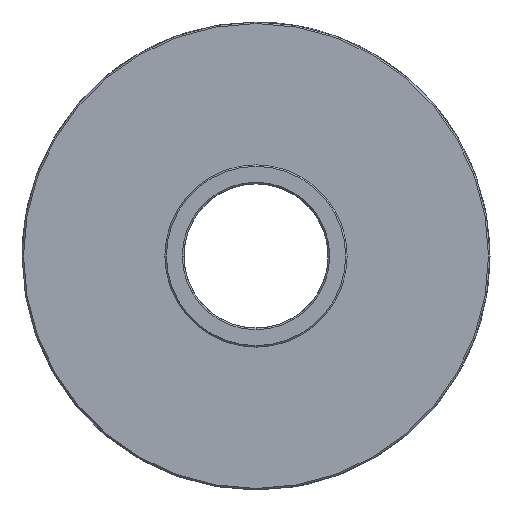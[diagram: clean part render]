
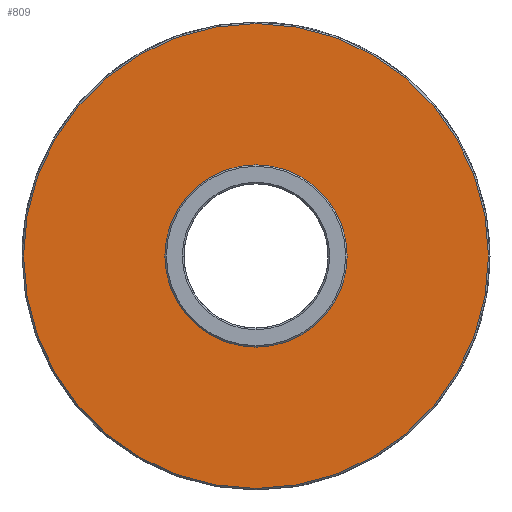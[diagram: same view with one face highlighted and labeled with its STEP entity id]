
A CAD part, left-side view. The second image highlights one B-rep face of the part: STEP entity #809.
In plain terms, the highlighted planar face has unit normal (-1, 0, 0).
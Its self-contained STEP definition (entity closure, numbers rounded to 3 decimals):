
#809=ADVANCED_FACE('',(#2885,#2887),#2889,.T.);
#2885=FACE_BOUND('',#2886,.T.);
#2886=EDGE_LOOP('',(#3589));
#2887=FACE_BOUND('',#2888,.T.);
#2888=EDGE_LOOP('',(#3590));
#2889=PLANE('',#2890);
#2890=AXIS2_PLACEMENT_3D('',#2891,#2892,#2893);
#2891=CARTESIAN_POINT('',(-37.6,0.,0.));
#2892=DIRECTION('',(-1.,0.,0.));
#2893=DIRECTION('',(0.,0.,1.));
#3589=ORIENTED_EDGE('',*,*,#3957,.T.);
#3590=ORIENTED_EDGE('',*,*,#3847,.F.);
#3847=EDGE_CURVE('',#4239,#4239,#4240,.T.);
#3957=EDGE_CURVE('',#4403,#4403,#4404,.T.);
#4239=VERTEX_POINT('',#7191);
#4240=CIRCLE('',#7192,60.);
#4403=VERTEX_POINT('',#8660);
#4404=CIRCLE('',#8661,153.);
#7191=CARTESIAN_POINT('',(-37.6,0.,60.));
#7192=AXIS2_PLACEMENT_3D('',#7193,#7194,#7195);
#7193=CARTESIAN_POINT('',(-37.6,0.,0.));
#7194=DIRECTION('',(-1.,0.,0.));
#7195=DIRECTION('',(0.,0.,1.));
#8660=CARTESIAN_POINT('',(-37.6,0.,153.));
#8661=AXIS2_PLACEMENT_3D('',#8662,#8663,#8664);
#8662=CARTESIAN_POINT('',(-37.6,0.,0.));
#8663=DIRECTION('',(-1.,0.,0.));
#8664=DIRECTION('',(0.,0.,1.));
